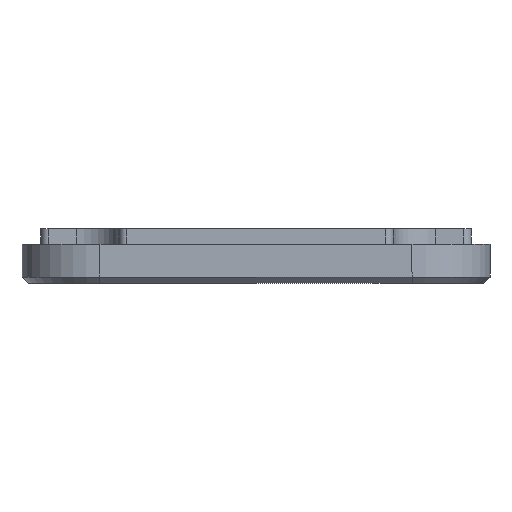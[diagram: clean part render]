
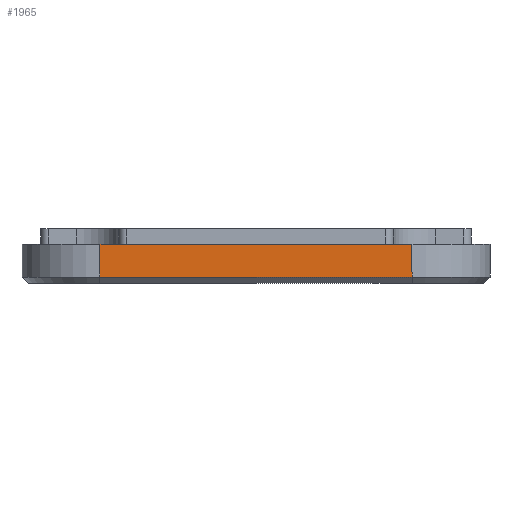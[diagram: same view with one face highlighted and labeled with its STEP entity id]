
A CAD part, left-side view. The second image highlights one B-rep face of the part: STEP entity #1965.
In plain terms, the highlighted planar face has unit normal (-1, 0, 0).
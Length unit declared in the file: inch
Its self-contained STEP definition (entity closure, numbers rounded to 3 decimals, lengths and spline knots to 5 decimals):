
#394 = VERTEX_POINT ( 'NONE', #437 ) ;
#399 = LINE ( 'NONE', #1619, #2574 ) ;
#437 = CARTESIAN_POINT ( 'NONE',  ( -1.5, 0.5, 0.02 ) ) ;
#514 = ORIENTED_EDGE ( 'NONE', *, *, #890, .T. ) ;
#529 = EDGE_CURVE ( 'NONE', #2951, #2867, #399, .T. ) ;
#639 = ORIENTED_EDGE ( 'NONE', *, *, #529, .T. ) ;
#650 = EDGE_CURVE ( 'NONE', #3818, #2867, #2327, .T. ) ;
#816 = DIRECTION ( 'NONE',  ( 0., -1., 0. ) ) ;
#844 = VECTOR ( 'NONE', #1778, 39.37008 ) ;
#890 = EDGE_CURVE ( 'NONE', #394, #2951, #2945, .T. ) ;
#1078 = EDGE_LOOP ( 'NONE', ( #3462, #514, #639, #3091 ) ) ;
#1315 = DIRECTION ( 'NONE',  ( 0., 0., 1. ) ) ;
#1412 = AXIS2_PLACEMENT_3D ( 'NONE', #2345, #2622, #2950 ) ;
#1418 = PLANE ( 'NONE',  #1412 ) ;
#1510 = VECTOR ( 'NONE', #816, 39.37008 ) ;
#1619 = CARTESIAN_POINT ( 'NONE',  ( -1.5, -0.5, 0.125 ) ) ;
#1778 = DIRECTION ( 'NONE',  ( 0., 0., -1. ) ) ;
#1965 = ADVANCED_FACE ( 'NONE', ( #3907 ), #1418, .F. ) ;
#2277 = CARTESIAN_POINT ( 'NONE',  ( -1.5, 0.5, 0.125 ) ) ;
#2327 = LINE ( 'NONE', #3252, #1510 ) ;
#2345 = CARTESIAN_POINT ( 'NONE',  ( -1.5, 0.75, 0.125 ) ) ;
#2574 = VECTOR ( 'NONE', #1315, 39.37008 ) ;
#2622 = DIRECTION ( 'NONE',  ( 1., 0., 0. ) ) ;
#2824 = CARTESIAN_POINT ( 'NONE',  ( -1.5, 0.75, 0.02 ) ) ;
#2867 = VERTEX_POINT ( 'NONE', #3916 ) ;
#2932 = LINE ( 'NONE', #2992, #844 ) ;
#2945 = LINE ( 'NONE', #2824, #3541 ) ;
#2950 = DIRECTION ( 'NONE',  ( 0., 0., -1. ) ) ;
#2951 = VERTEX_POINT ( 'NONE', #3396 ) ;
#2992 = CARTESIAN_POINT ( 'NONE',  ( -1.5, 0.5, 0.125 ) ) ;
#3091 = ORIENTED_EDGE ( 'NONE', *, *, #650, .F. ) ;
#3181 = EDGE_CURVE ( 'NONE', #3818, #394, #2932, .T. ) ;
#3252 = CARTESIAN_POINT ( 'NONE',  ( -1.5, 0.75, 0.125 ) ) ;
#3396 = CARTESIAN_POINT ( 'NONE',  ( -1.5, -0.5, 0.02 ) ) ;
#3462 = ORIENTED_EDGE ( 'NONE', *, *, #3181, .T. ) ;
#3541 = VECTOR ( 'NONE', #3764, 39.37008 ) ;
#3764 = DIRECTION ( 'NONE',  ( 0., -1., 0. ) ) ;
#3818 = VERTEX_POINT ( 'NONE', #2277 ) ;
#3907 = FACE_OUTER_BOUND ( 'NONE', #1078, .T. ) ;
#3916 = CARTESIAN_POINT ( 'NONE',  ( -1.5, -0.5, 0.125 ) ) ;
